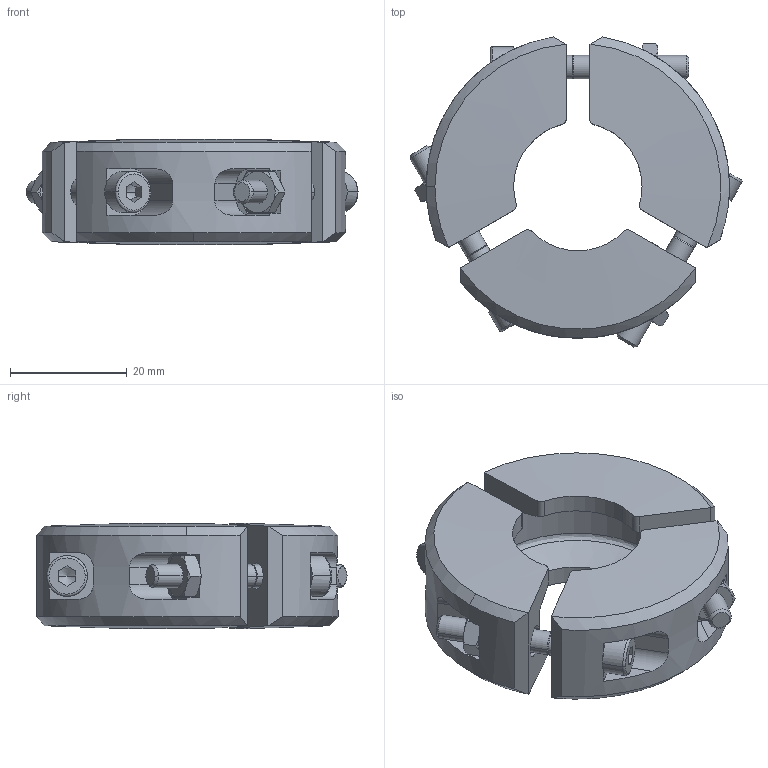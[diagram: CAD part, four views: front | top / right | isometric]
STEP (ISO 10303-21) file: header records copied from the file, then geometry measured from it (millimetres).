
FILE_DESCRIPTION (( 'STEP AP214' ), '1' );
FILE_NAME ('110BSD016.step', '2017-07-06T08:55:08', ( 'install' ), ( '' ), 'SwSTEP 2.0', 'SolidWorks 2015', '' );
FILE_SCHEMA (( 'AUTOMOTIVE_DESIGN' ));
Length unit declared in the file: millimetre
Products named in the file (1): 110BSD016
Bounding box: 56.91 x 53.14 x 18 mm (x, y, z)
Volume: 20675.9 mm3; surface area: 11596.8 mm2
Topology: 1 solids, 4 shells, 313 faces, 766 edges, 476 vertices
Faces by surface type: plane 117, cone 94, cylinder 90, torus 6, bspline 6
Entity records: 9856 total; most frequent: CARTESIAN_POINT 2720, ORIENTED_EDGE 1520, DIRECTION 1415, EDGE_CURVE 760, AXIS2_PLACEMENT_3D 558, VERTEX_POINT 476, EDGE_LOOP 342, FACE_OUTER_BOUND 313
